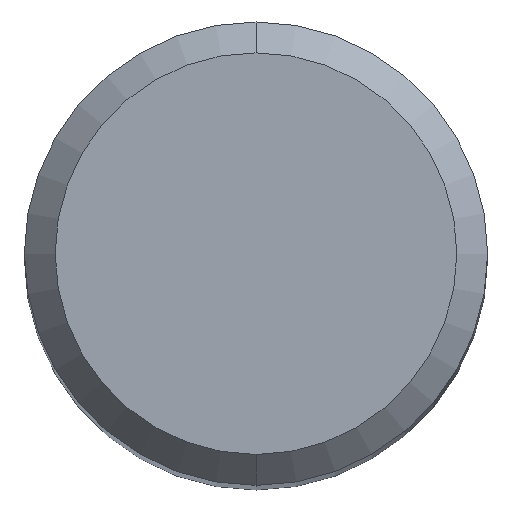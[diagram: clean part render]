
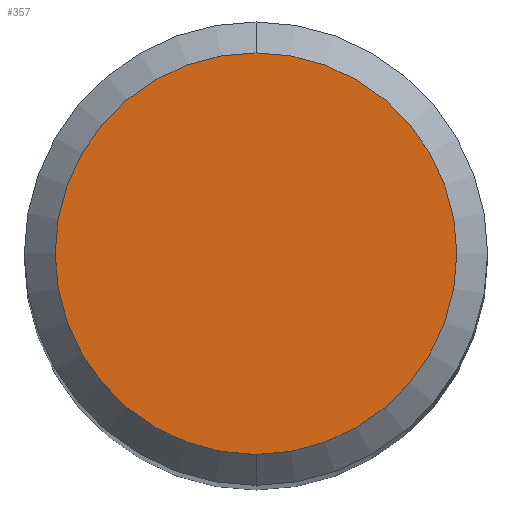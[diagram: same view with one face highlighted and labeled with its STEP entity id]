
A CAD part, top view. The second image highlights one B-rep face of the part: STEP entity #357.
In plain terms, the highlighted planar face has unit normal (0, 0, 1).
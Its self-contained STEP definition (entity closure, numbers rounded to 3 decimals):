
#171=VERTEX_POINT('',#462);
#357=ADVANCED_FACE('',(#663),#664,.T.);
#373=EDGE_CURVE('',#171,#377,#681,.T.);
#377=VERTEX_POINT('',#686);
#407=EDGE_CURVE('',#377,#171,#720,.T.);
#462=CARTESIAN_POINT('',(0.0,2.6,0.0));
#663=FACE_OUTER_BOUND('',#1236,.T.);
#664=PLANE('',#1237);
#681=CIRCLE('',#1261,2.6);
#686=CARTESIAN_POINT('',(0.,-2.6,0.0));
#720=CIRCLE('',#1332,2.6);
#1236=EDGE_LOOP('',(#1556,#1557));
#1237=AXIS2_PLACEMENT_3D('',#1558,#1559,#1560);
#1261=AXIS2_PLACEMENT_3D('',#1578,#1579,#1580);
#1332=AXIS2_PLACEMENT_3D('',#1631,#1632,#1633);
#1556=ORIENTED_EDGE('',*,*,#373,.F.);
#1557=ORIENTED_EDGE('',*,*,#407,.F.);
#1558=CARTESIAN_POINT('',(0.0,1.3,0.0));
#1559=DIRECTION('',(-0.0,0.0,1.0));
#1560=DIRECTION('',(0.0,-1.0,0.0));
#1578=CARTESIAN_POINT('',(0.0,0.0,0.0));
#1579=DIRECTION('',(0.0,0.0,-1.0));
#1580=DIRECTION('',(0.0,1.0,0.0));
#1631=CARTESIAN_POINT('',(0.0,0.0,0.0));
#1632=DIRECTION('',(0.0,0.0,-1.0));
#1633=DIRECTION('',(0.0,1.0,0.0));
